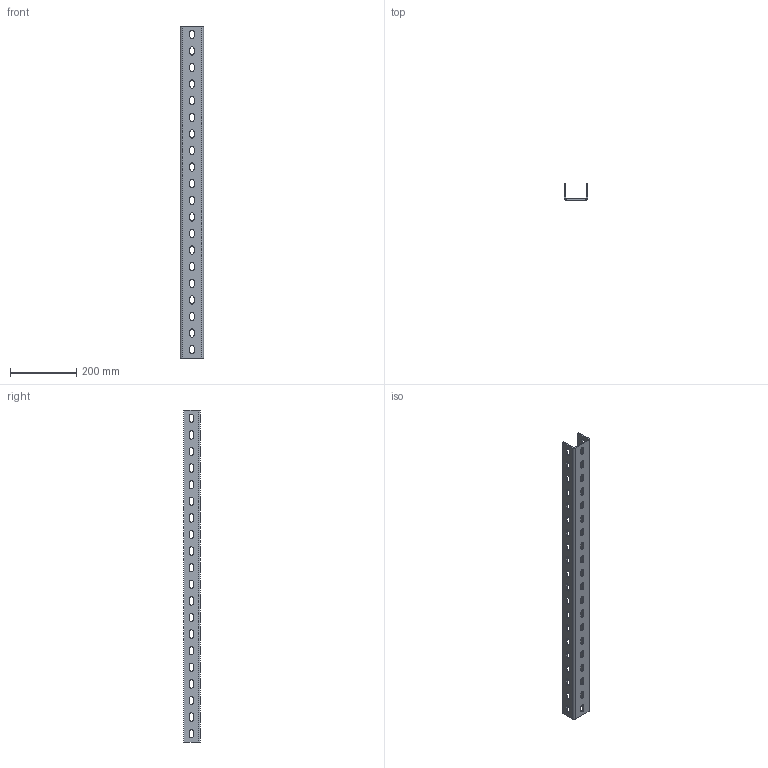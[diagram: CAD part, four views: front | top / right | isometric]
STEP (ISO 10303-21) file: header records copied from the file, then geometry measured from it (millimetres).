
FILE_DESCRIPTION (( 'STEP AP214' ), '1' );
FILE_NAME ('Äåòàë1000.STEP', '2023-04-03T09:00:28', ( '' ), ( '' ), 'SwSTEP 2.0', 'SolidWorks 2022', '' );
FILE_SCHEMA (( 'AUTOMOTIVE_DESIGN' ));
Length unit declared in the file: millimetre
Products named in the file (1): Детал1000
Bounding box: 70 x 50 x 1000 mm (x, y, z)
Volume: 567313.1 mm3; surface area: 308349.8 mm2
Topology: 1 solids, 1 shells, 314 faces, 936 edges, 624 vertices
Faces by surface type: cylinder 184, plane 130
Entity records: 10962 total; most frequent: DIRECTION 1934, CARTESIAN_POINT 1875, ORIENTED_EDGE 1872, EDGE_CURVE 936, AXIS2_PLACEMENT_3D 683, VERTEX_POINT 624, LINE 568, VECTOR 568
